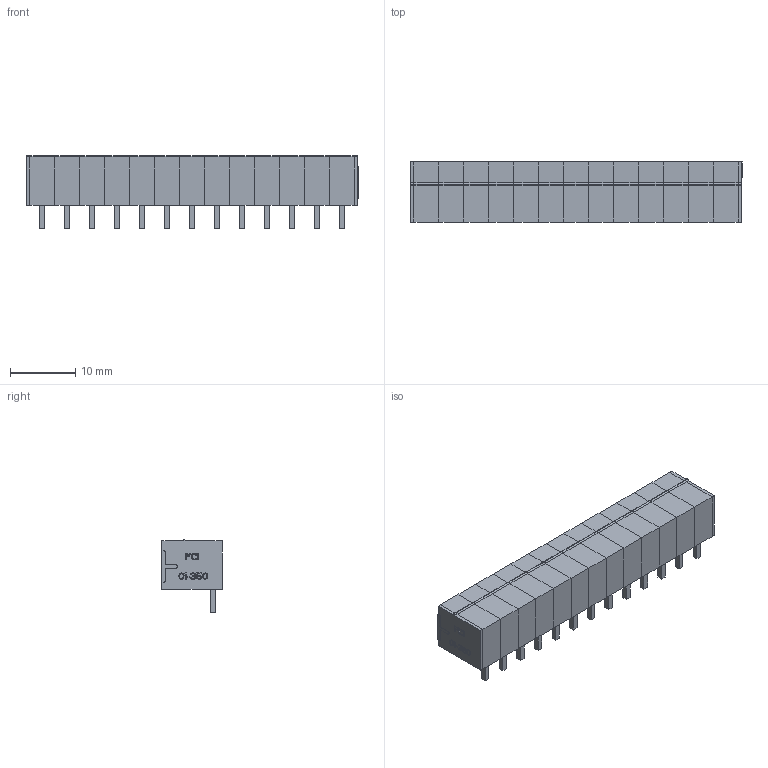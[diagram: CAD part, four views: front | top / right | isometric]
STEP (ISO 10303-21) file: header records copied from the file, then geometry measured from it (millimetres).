
FILE_DESCRIPTION(('STEP AP214'),'1');
FILE_NAME('20020110d131a01lf.stp','2020-03-24T14:16:56',('TraceParts'),('TraceParts S.A.'),'Spatial InterOp 3D',' ',' ');
FILE_SCHEMA(('AUTOMOTIVE_DESIGN { 1 0 10303 214 1 1 1 1 }'));
Length unit declared in the file: millimetre
Products named in the file (1): 20020110d131a01lf_1
Bounding box: 50.72 x 9.2 x 11.12 mm (x, y, z)
Volume: 1941.4 mm3; surface area: 6467.2 mm2
Topology: 15 solids, 15 shells, 1083 faces, 2892 edges, 1902 vertices
Faces by surface type: plane 861, cylinder 144, torus 52, cone 26
Entity records: 33495 total; most frequent: CARTESIAN_POINT 6048, ORIENTED_EDGE 5784, DIRECTION 5480, EDGE_CURVE 2892, LINE 2448, VECTOR 2448, VERTEX_POINT 1902, AXIS2_PLACEMENT_3D 1516
